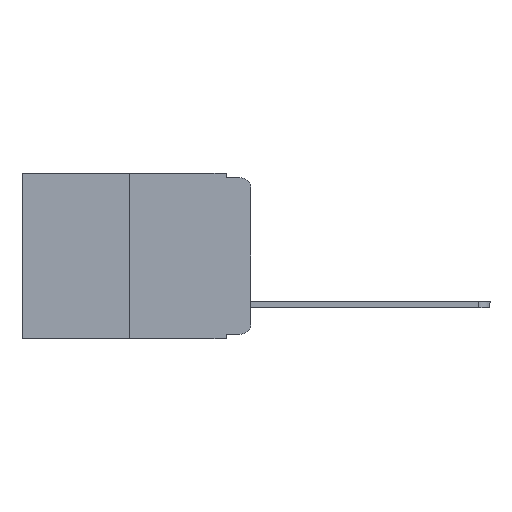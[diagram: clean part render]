
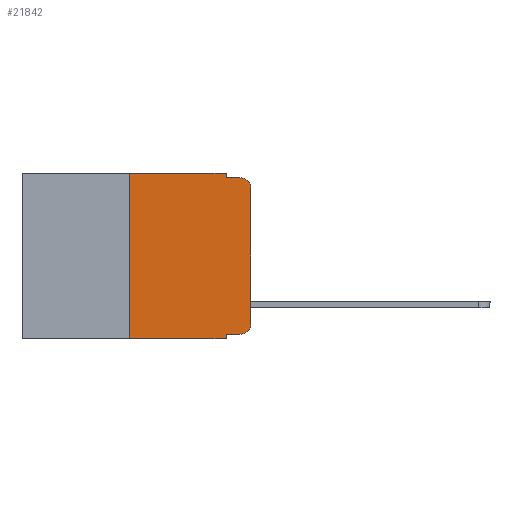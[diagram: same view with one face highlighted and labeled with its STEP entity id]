
A CAD part, left-side view. The second image highlights one B-rep face of the part: STEP entity #21842.
In plain terms, the highlighted planar face has unit normal (-1, 0, 0).
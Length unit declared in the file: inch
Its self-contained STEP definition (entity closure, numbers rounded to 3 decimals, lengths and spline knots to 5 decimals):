
#97 = LINE ( 'NONE', #234, #23489 ) ;
#234 = CARTESIAN_POINT ( 'NONE',  ( 0., 0.25, 0. ) ) ;
#338 = PLANE ( 'NONE',  #4686 ) ;
#384 = AXIS2_PLACEMENT_3D ( 'NONE', #16706, #14984, #10972 ) ;
#490 = CARTESIAN_POINT ( 'NONE',  ( 0., 0.02, -0.333 ) ) ;
#509 = EDGE_CURVE ( 'NONE', #11210, #9223, #16089, .T. ) ;
#730 = LINE ( 'NONE', #22234, #17557 ) ;
#1214 = CARTESIAN_POINT ( 'NONE',  ( 0., 0.051, -0.343 ) ) ;
#1561 = CARTESIAN_POINT ( 'NONE',  ( 0., 0.02, -0.01 ) ) ;
#1604 = ORIENTED_EDGE ( 'NONE', *, *, #12990, .F. ) ;
#1706 = LINE ( 'NONE', #23824, #10775 ) ;
#2198 = DIRECTION ( 'NONE',  ( 0., -1., 0. ) ) ;
#2324 = CARTESIAN_POINT ( 'NONE',  ( 0., 0.473, 0. ) ) ;
#2373 = ORIENTED_EDGE ( 'NONE', *, *, #2612, .F. ) ;
#2612 = EDGE_CURVE ( 'NONE', #11210, #23068, #1706, .T. ) ;
#2685 = VECTOR ( 'NONE', #2198, 39.37008 ) ;
#3224 = ORIENTED_EDGE ( 'NONE', *, *, #17679, .F. ) ;
#4148 = DIRECTION ( 'NONE',  ( 0., 0., -1. ) ) ;
#4176 = VERTEX_POINT ( 'NONE', #1561 ) ;
#4529 = DIRECTION ( 'NONE',  ( 0., -1., 0. ) ) ;
#4686 = AXIS2_PLACEMENT_3D ( 'NONE', #2324, #25710, #4148 ) ;
#5119 = CIRCLE ( 'NONE', #25438, 0.02 ) ;
#6188 = DIRECTION ( 'NONE',  ( 0., -1., 0. ) ) ;
#6739 = EDGE_CURVE ( 'NONE', #21213, #10507, #25506, .T. ) ;
#8379 = EDGE_LOOP ( 'NONE', ( #22648, #24200, #1604, #14582, #3224, #22571, #12455, #2373, #15086, #19331 ) ) ;
#8647 = CARTESIAN_POINT ( 'NONE',  ( 0., 0.051, 0. ) ) ;
#8911 = VERTEX_POINT ( 'NONE', #24226 ) ;
#9176 = LINE ( 'NONE', #17274, #22846 ) ;
#9223 = VERTEX_POINT ( 'NONE', #490 ) ;
#9989 = CIRCLE ( 'NONE', #384, 0.02 ) ;
#10428 = VECTOR ( 'NONE', #25187, 39.37008 ) ;
#10479 = CARTESIAN_POINT ( 'NONE',  ( 0., 0., -0.313 ) ) ;
#10507 = VERTEX_POINT ( 'NONE', #16160 ) ;
#10775 = VECTOR ( 'NONE', #15636, 39.37008 ) ;
#10972 = DIRECTION ( 'NONE',  ( 0., 0., -1. ) ) ;
#11168 = CARTESIAN_POINT ( 'NONE',  ( 0., 0.25, -0.343 ) ) ;
#11210 = VERTEX_POINT ( 'NONE', #19628 ) ;
#11883 = EDGE_CURVE ( 'NONE', #10507, #4176, #9989, .T. ) ;
#12097 = LINE ( 'NONE', #17835, #2685 ) ;
#12455 = ORIENTED_EDGE ( 'NONE', *, *, #20810, .T. ) ;
#12810 = DIRECTION ( 'NONE',  ( 0., 0., -1. ) ) ;
#12990 = EDGE_CURVE ( 'NONE', #25008, #4176, #16766, .T. ) ;
#13373 = EDGE_CURVE ( 'NONE', #24343, #25008, #9176, .T. ) ;
#13440 = CARTESIAN_POINT ( 'NONE',  ( 0., 0., 0. ) ) ;
#14582 = ORIENTED_EDGE ( 'NONE', *, *, #13373, .F. ) ;
#14984 = DIRECTION ( 'NONE',  ( -1., 0., 0. ) ) ;
#15086 = ORIENTED_EDGE ( 'NONE', *, *, #509, .T. ) ;
#15636 = DIRECTION ( 'NONE',  ( 0., 0., -1. ) ) ;
#15653 = DIRECTION ( 'NONE',  ( 0., 0., 1. ) ) ;
#16089 = LINE ( 'NONE', #24008, #21024 ) ;
#16160 = CARTESIAN_POINT ( 'NONE',  ( 0., 0., -0.03 ) ) ;
#16268 = VERTEX_POINT ( 'NONE', #11168 ) ;
#16706 = CARTESIAN_POINT ( 'NONE',  ( 0., 0.02, -0.03 ) ) ;
#16766 = LINE ( 'NONE', #17036, #10428 ) ;
#17036 = CARTESIAN_POINT ( 'NONE',  ( 0., 0.051, -0.01 ) ) ;
#17274 = CARTESIAN_POINT ( 'NONE',  ( 0., 0.051, 0. ) ) ;
#17552 = CARTESIAN_POINT ( 'NONE',  ( 0., 0.051, -0.01 ) ) ;
#17557 = VECTOR ( 'NONE', #4529, 39.37008 ) ;
#17679 = EDGE_CURVE ( 'NONE', #8911, #24343, #12097, .T. ) ;
#17835 = CARTESIAN_POINT ( 'NONE',  ( 0., 0.473, 0. ) ) ;
#18200 = FACE_OUTER_BOUND ( 'NONE', #8379, .T. ) ;
#18215 = DIRECTION ( 'NONE',  ( 0., 0., 1. ) ) ;
#19331 = ORIENTED_EDGE ( 'NONE', *, *, #21779, .T. ) ;
#19405 = DIRECTION ( 'NONE',  ( 0., 0., -1. ) ) ;
#19628 = CARTESIAN_POINT ( 'NONE',  ( 0., 0.051, -0.333 ) ) ;
#19995 = EDGE_CURVE ( 'NONE', #16268, #8911, #97, .T. ) ;
#20810 = EDGE_CURVE ( 'NONE', #16268, #23068, #730, .T. ) ;
#21024 = VECTOR ( 'NONE', #6188, 39.37008 ) ;
#21213 = VERTEX_POINT ( 'NONE', #10479 ) ;
#21779 = EDGE_CURVE ( 'NONE', #9223, #21213, #5119, .T. ) ;
#21842 = ADVANCED_FACE ( 'NONE', ( #18200 ), #338, .F. ) ;
#22234 = CARTESIAN_POINT ( 'NONE',  ( 0., 0.473, -0.343 ) ) ;
#22571 = ORIENTED_EDGE ( 'NONE', *, *, #19995, .F. ) ;
#22648 = ORIENTED_EDGE ( 'NONE', *, *, #6739, .T. ) ;
#22846 = VECTOR ( 'NONE', #12810, 39.37008 ) ;
#23068 = VERTEX_POINT ( 'NONE', #1214 ) ;
#23161 = CARTESIAN_POINT ( 'NONE',  ( 0., 0.02, -0.313 ) ) ;
#23290 = DIRECTION ( 'NONE',  ( -1., 0., 0. ) ) ;
#23489 = VECTOR ( 'NONE', #18215, 39.37008 ) ;
#23824 = CARTESIAN_POINT ( 'NONE',  ( 0., 0.051, 0. ) ) ;
#24008 = CARTESIAN_POINT ( 'NONE',  ( 0., 0.051, -0.333 ) ) ;
#24200 = ORIENTED_EDGE ( 'NONE', *, *, #11883, .T. ) ;
#24226 = CARTESIAN_POINT ( 'NONE',  ( 0., 0.25, 0. ) ) ;
#24343 = VERTEX_POINT ( 'NONE', #8647 ) ;
#25008 = VERTEX_POINT ( 'NONE', #17552 ) ;
#25187 = DIRECTION ( 'NONE',  ( 0., -1., 0. ) ) ;
#25438 = AXIS2_PLACEMENT_3D ( 'NONE', #23161, #23290, #19405 ) ;
#25506 = LINE ( 'NONE', #13440, #25621 ) ;
#25621 = VECTOR ( 'NONE', #15653, 39.37008 ) ;
#25710 = DIRECTION ( 'NONE',  ( 1., 0., 0. ) ) ;
